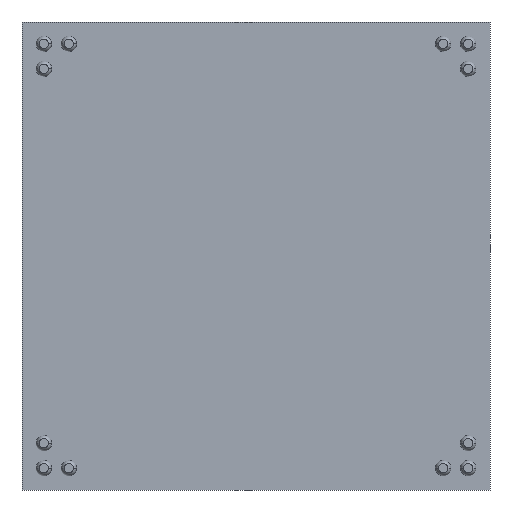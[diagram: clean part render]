
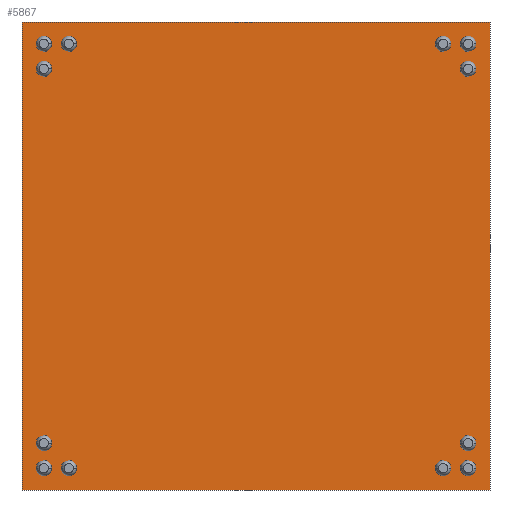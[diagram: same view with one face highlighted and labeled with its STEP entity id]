
A CAD part, front view. The second image highlights one B-rep face of the part: STEP entity #5867.
In plain terms, the highlighted planar face has unit normal (0, -1, 0).
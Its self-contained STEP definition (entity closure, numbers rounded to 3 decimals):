
#19 = DIRECTION ( 'NONE',  ( 0., 0., 1. ) ) ;
#53 = CARTESIAN_POINT ( 'NONE',  ( -7.5, 0., -7.5 ) ) ;
#90 = FACE_OUTER_BOUND ( 'NONE', #11693, .T. ) ;
#258 = CARTESIAN_POINT ( 'NONE',  ( -7.5, 0., 7.5 ) ) ;
#996 = CARTESIAN_POINT ( 'NONE',  ( 7.5, 0., 7.5 ) ) ;
#1513 = VERTEX_POINT ( 'NONE', #2123 ) ;
#1646 = ORIENTED_EDGE ( 'NONE', *, *, #7641, .F. ) ;
#1988 = VECTOR ( 'NONE', #17563, 1000. ) ;
#2123 = CARTESIAN_POINT ( 'NONE',  ( -7.5, 0., -7.5 ) ) ;
#2514 = CARTESIAN_POINT ( 'NONE',  ( -7.5, 0., 7.5 ) ) ;
#2685 = VERTEX_POINT ( 'NONE', #15271 ) ;
#2783 = VECTOR ( 'NONE', #10462, 1000. ) ;
#3478 = VECTOR ( 'NONE', #19, 1000. ) ;
#3882 = EDGE_CURVE ( 'NONE', #2685, #4484, #17212, .T. ) ;
#4484 = VERTEX_POINT ( 'NONE', #10855 ) ;
#5042 = AXIS2_PLACEMENT_3D ( 'NONE', #14368, #10403, #7793 ) ;
#5824 = LINE ( 'NONE', #2514, #1988 ) ;
#5867 = ADVANCED_FACE ( 'NONE', ( #90 ), #15914, .T. ) ;
#6459 = VECTOR ( 'NONE', #9589, 1000. ) ;
#7088 = EDGE_CURVE ( 'NONE', #4484, #1513, #10057, .T. ) ;
#7641 = EDGE_CURVE ( 'NONE', #12837, #2685, #5824, .T. ) ;
#7793 = DIRECTION ( 'NONE',  ( 0., 0., -1. ) ) ;
#7800 = ORIENTED_EDGE ( 'NONE', *, *, #7859, .F. ) ;
#7859 = EDGE_CURVE ( 'NONE', #1513, #12837, #14454, .T. ) ;
#9589 = DIRECTION ( 'NONE',  ( -1., 0., 0. ) ) ;
#10057 = LINE ( 'NONE', #53, #6459 ) ;
#10403 = DIRECTION ( 'NONE',  ( 0., -1., 0. ) ) ;
#10462 = DIRECTION ( 'NONE',  ( 0., 0., -1. ) ) ;
#10855 = CARTESIAN_POINT ( 'NONE',  ( 7.5, 0., -7.5 ) ) ;
#11693 = EDGE_LOOP ( 'NONE', ( #17178, #1646, #7800, #14632 ) ) ;
#12837 = VERTEX_POINT ( 'NONE', #14373 ) ;
#14368 = CARTESIAN_POINT ( 'NONE',  ( 0., 0., 0. ) ) ;
#14373 = CARTESIAN_POINT ( 'NONE',  ( -7.5, 0., 7.5 ) ) ;
#14454 = LINE ( 'NONE', #258, #3478 ) ;
#14632 = ORIENTED_EDGE ( 'NONE', *, *, #7088, .F. ) ;
#15271 = CARTESIAN_POINT ( 'NONE',  ( 7.5, 0., 7.5 ) ) ;
#15914 = PLANE ( 'NONE',  #5042 ) ;
#17178 = ORIENTED_EDGE ( 'NONE', *, *, #3882, .F. ) ;
#17212 = LINE ( 'NONE', #996, #2783 ) ;
#17563 = DIRECTION ( 'NONE',  ( 1., 0., 0. ) ) ;
